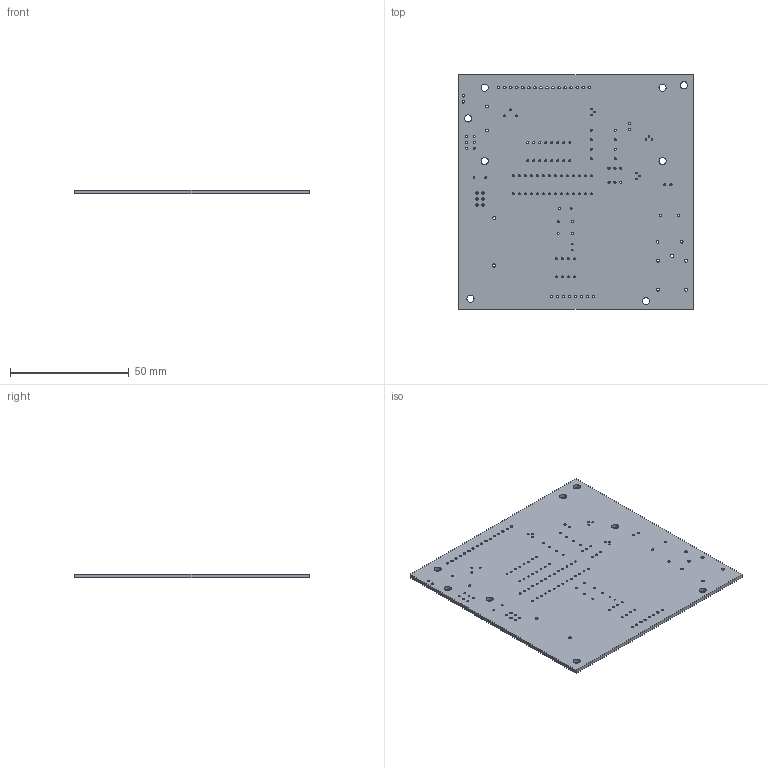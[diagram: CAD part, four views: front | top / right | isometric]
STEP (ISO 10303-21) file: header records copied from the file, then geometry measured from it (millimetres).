
FILE_DESCRIPTION(('KiCad electronic assembly'),'2;1');
FILE_NAME('C4-Clock.step','2022-05-14T21:05:37',('Pcbnew'),('Kicad'), 'Open CASCADE STEP processor 7.5','KiCad to STEP converter','Unknown' );
FILE_SCHEMA(('AUTOMOTIVE_DESIGN { 1 0 10303 214 1 1 1 1 }'));
Length unit declared in the file: millimetre
Products named in the file (2): C4-Clock 1; C4-Clock PCB
Assembly tree (1 placements, depth 2):
  C4-Clock 1
    C4-Clock PCB
Bounding box: 99 x 99 x 1.6 mm (x, y, z)
Volume: 15447.9 mm3; surface area: 20697.7 mm2
Topology: 1 solids, 1 shells, 157 faces, 465 edges, 310 vertices
Faces by surface type: cylinder 151, plane 6
Full cylindrical faces by diameter (mm): 0.5 x2, 0.75 x9, 0.8 x77, 0.9 x8, 1 x36, 1.1 x4, 1.3 x7, 3 x8
Entity records: 13043 total; most frequent: CARTESIAN_POINT 3676, DIRECTION 1713, ORIENTED_EDGE 930, PCURVE 930, DEFINITIONAL_REPRESENTATION 930, LINE 791, VECTOR 791, EDGE_CURVE 465
